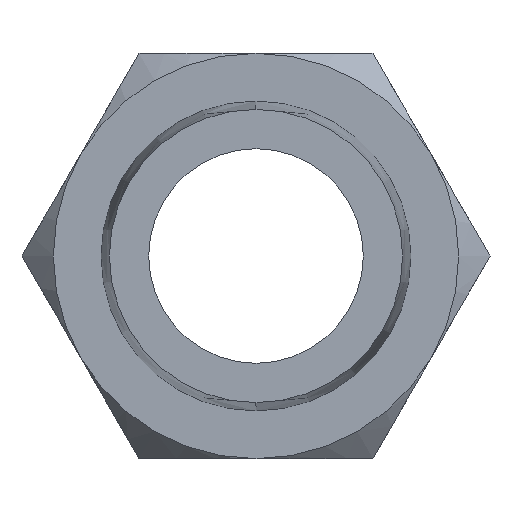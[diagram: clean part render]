
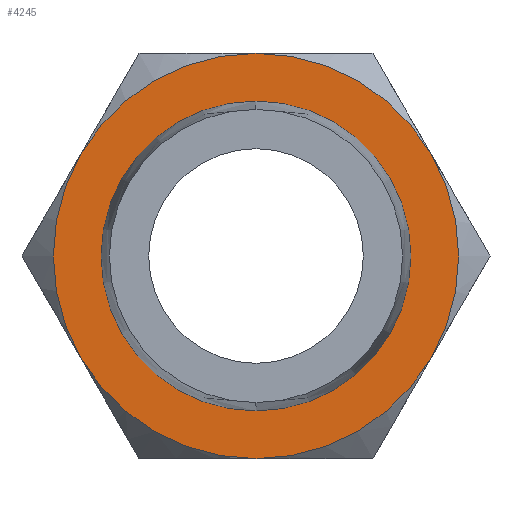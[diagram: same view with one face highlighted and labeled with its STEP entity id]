
A CAD part, left-side view. The second image highlights one B-rep face of the part: STEP entity #4245.
In plain terms, the highlighted planar face has unit normal (-1, 0, 0).
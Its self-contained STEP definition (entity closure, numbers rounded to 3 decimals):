
#62 = EDGE_CURVE ( 'NONE', #448, #1909, #3680, .T. ) ;
#293 = CARTESIAN_POINT ( 'NONE',  ( 14., 0., -8.5 ) ) ;
#343 = EDGE_CURVE ( 'NONE', #4917, #586, #3360, .T. ) ;
#352 = AXIS2_PLACEMENT_3D ( 'NONE', #1224, #4293, #2771 ) ;
#411 = VERTEX_POINT ( 'NONE', #2039 ) ;
#448 = VERTEX_POINT ( 'NONE', #2393 ) ;
#477 = DIRECTION ( 'NONE',  ( 0., 0., 1. ) ) ;
#548 = AXIS2_PLACEMENT_3D ( 'NONE', #1391, #3309, #4849 ) ;
#586 = VERTEX_POINT ( 'NONE', #293 ) ;
#686 = CARTESIAN_POINT ( 'NONE',  ( 14., 0., 0. ) ) ;
#693 = DIRECTION ( 'NONE',  ( -1., 0., 0. ) ) ;
#791 = ORIENTED_EDGE ( 'NONE', *, *, #3843, .F. ) ;
#952 = AXIS2_PLACEMENT_3D ( 'NONE', #2162, #1351, #2890 ) ;
#1118 = CARTESIAN_POINT ( 'NONE',  ( 14., 0., 0. ) ) ;
#1224 = CARTESIAN_POINT ( 'NONE',  ( 14., 0., 0. ) ) ;
#1351 = DIRECTION ( 'NONE',  ( 1., 0., 0. ) ) ;
#1391 = CARTESIAN_POINT ( 'NONE',  ( 14., 0., 0. ) ) ;
#1470 = DIRECTION ( 'NONE',  ( -1., 0., 0. ) ) ;
#1516 = CIRCLE ( 'NONE', #952, 8.5 ) ;
#1605 = EDGE_CURVE ( 'NONE', #2081, #411, #1516, .T. ) ;
#1614 = CARTESIAN_POINT ( 'NONE',  ( 14., 0., 8.5 ) ) ;
#1689 = ORIENTED_EDGE ( 'NONE', *, *, #62, .F. ) ;
#1707 = EDGE_CURVE ( 'NONE', #2081, #2811, #1989, .T. ) ;
#1738 = CIRCLE ( 'NONE', #1887, 8.5 ) ;
#1887 = AXIS2_PLACEMENT_3D ( 'NONE', #1118, #2654, #4513 ) ;
#1909 = VERTEX_POINT ( 'NONE', #3606 ) ;
#1987 = EDGE_LOOP ( 'NONE', ( #1689, #4110 ) ) ;
#1989 = CIRCLE ( 'NONE', #4489, 8.5 ) ;
#2035 = PLANE ( 'NONE',  #352 ) ;
#2039 = CARTESIAN_POINT ( 'NONE',  ( 14., -7.361, 4.25 ) ) ;
#2081 = VERTEX_POINT ( 'NONE', #1614 ) ;
#2162 = CARTESIAN_POINT ( 'NONE',  ( 14., 0., 0. ) ) ;
#2263 = DIRECTION ( 'NONE',  ( 0., 0., 1. ) ) ;
#2301 = VERTEX_POINT ( 'NONE', #3319 ) ;
#2393 = CARTESIAN_POINT ( 'NONE',  ( 14., 0., 6.5 ) ) ;
#2401 = CARTESIAN_POINT ( 'NONE',  ( 14., 0., 0. ) ) ;
#2458 = CARTESIAN_POINT ( 'NONE',  ( 14., -7.361, -4.25 ) ) ;
#2654 = DIRECTION ( 'NONE',  ( 1., 0., 0. ) ) ;
#2676 = EDGE_CURVE ( 'NONE', #586, #2301, #1738, .T. ) ;
#2771 = DIRECTION ( 'NONE',  ( 0., 0., -1. ) ) ;
#2804 = EDGE_CURVE ( 'NONE', #1909, #448, #4704, .T. ) ;
#2811 = VERTEX_POINT ( 'NONE', #4742 ) ;
#2848 = FACE_BOUND ( 'NONE', #1987, .T. ) ;
#2867 = CARTESIAN_POINT ( 'NONE',  ( 14., 0., 0. ) ) ;
#2890 = DIRECTION ( 'NONE',  ( 0., 0., -1. ) ) ;
#3051 = EDGE_CURVE ( 'NONE', #411, #4917, #4870, .T. ) ;
#3210 = ORIENTED_EDGE ( 'NONE', *, *, #3051, .F. ) ;
#3309 = DIRECTION ( 'NONE',  ( 1., 0., 0. ) ) ;
#3319 = CARTESIAN_POINT ( 'NONE',  ( 14., 7.361, -4.25 ) ) ;
#3360 = CIRCLE ( 'NONE', #548, 8.5 ) ;
#3365 = CARTESIAN_POINT ( 'NONE',  ( 14., 0., 0. ) ) ;
#3416 = AXIS2_PLACEMENT_3D ( 'NONE', #2401, #3925, #477 ) ;
#3606 = CARTESIAN_POINT ( 'NONE',  ( 14., 0., -6.5 ) ) ;
#3680 = CIRCLE ( 'NONE', #4727, 6.5 ) ;
#3799 = ORIENTED_EDGE ( 'NONE', *, *, #343, .F. ) ;
#3843 = EDGE_CURVE ( 'NONE', #2301, #2811, #4366, .T. ) ;
#3925 = DIRECTION ( 'NONE',  ( -1., 0., 0. ) ) ;
#4037 = EDGE_LOOP ( 'NONE', ( #4135, #3799, #3210, #4965, #4822, #791 ) ) ;
#4110 = ORIENTED_EDGE ( 'NONE', *, *, #2804, .F. ) ;
#4135 = ORIENTED_EDGE ( 'NONE', *, *, #2676, .F. ) ;
#4245 = ADVANCED_FACE ( 'NONE', ( #2848, #4761 ), #2035, .F. ) ;
#4293 = DIRECTION ( 'NONE',  ( 1., 0., 0. ) ) ;
#4366 = CIRCLE ( 'NONE', #4453, 8.5 ) ;
#4395 = DIRECTION ( 'NONE',  ( 0., 0., -1. ) ) ;
#4453 = AXIS2_PLACEMENT_3D ( 'NONE', #2867, #4780, #4395 ) ;
#4462 = AXIS2_PLACEMENT_3D ( 'NONE', #686, #4942, #4532 ) ;
#4489 = AXIS2_PLACEMENT_3D ( 'NONE', #3365, #693, #4977 ) ;
#4513 = DIRECTION ( 'NONE',  ( 0., 0., -1. ) ) ;
#4532 = DIRECTION ( 'NONE',  ( 0., 0., -1. ) ) ;
#4704 = CIRCLE ( 'NONE', #3416, 6.5 ) ;
#4727 = AXIS2_PLACEMENT_3D ( 'NONE', #4950, #1470, #2263 ) ;
#4742 = CARTESIAN_POINT ( 'NONE',  ( 14., 7.361, 4.25 ) ) ;
#4761 = FACE_OUTER_BOUND ( 'NONE', #4037, .T. ) ;
#4780 = DIRECTION ( 'NONE',  ( 1., 0., 0. ) ) ;
#4822 = ORIENTED_EDGE ( 'NONE', *, *, #1707, .T. ) ;
#4849 = DIRECTION ( 'NONE',  ( 0., 0., -1. ) ) ;
#4870 = CIRCLE ( 'NONE', #4462, 8.5 ) ;
#4917 = VERTEX_POINT ( 'NONE', #2458 ) ;
#4942 = DIRECTION ( 'NONE',  ( 1., 0., 0. ) ) ;
#4950 = CARTESIAN_POINT ( 'NONE',  ( 14., 0., 0. ) ) ;
#4965 = ORIENTED_EDGE ( 'NONE', *, *, #1605, .F. ) ;
#4977 = DIRECTION ( 'NONE',  ( 0., 0., 1. ) ) ;
